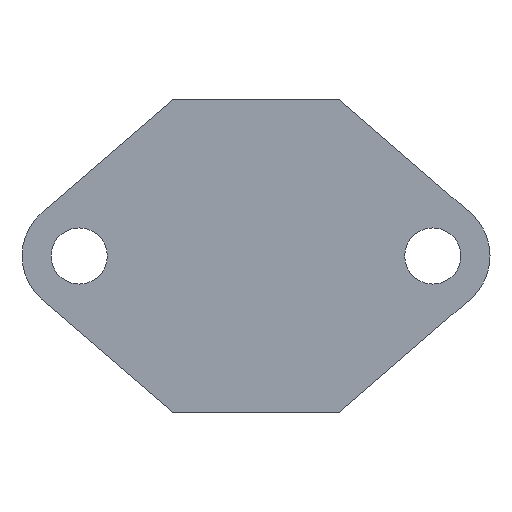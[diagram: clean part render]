
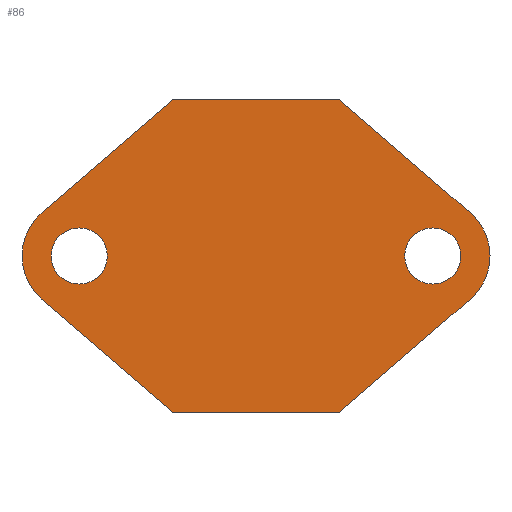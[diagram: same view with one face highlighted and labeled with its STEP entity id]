
A CAD part, front view. The second image highlights one B-rep face of the part: STEP entity #86.
In plain terms, the highlighted planar face has unit normal (0, -1, 0).
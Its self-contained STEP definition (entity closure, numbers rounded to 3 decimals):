
#86 = ADVANCED_FACE( '', ( #124, #125, #126 ), #127, .F. );
#124 = FACE_BOUND( '', #172, .T. );
#125 = FACE_OUTER_BOUND( '', #173, .T. );
#126 = FACE_BOUND( '', #174, .T. );
#127 = PLANE( '', #175 );
#172 = EDGE_LOOP( '', ( #270 ) );
#173 = EDGE_LOOP( '', ( #271, #272, #273, #274, #275, #276, #277, #278 ) );
#174 = EDGE_LOOP( '', ( #279 ) );
#175 = AXIS2_PLACEMENT_3D( '', #280, #281, #282 );
#270 = ORIENTED_EDGE( '', *, *, #360, .T. );
#271 = ORIENTED_EDGE( '', *, *, #361, .F. );
#272 = ORIENTED_EDGE( '', *, *, #342, .F. );
#273 = ORIENTED_EDGE( '', *, *, #362, .F. );
#274 = ORIENTED_EDGE( '', *, *, #363, .F. );
#275 = ORIENTED_EDGE( '', *, *, #364, .F. );
#276 = ORIENTED_EDGE( '', *, *, #353, .F. );
#277 = ORIENTED_EDGE( '', *, *, #365, .F. );
#278 = ORIENTED_EDGE( '', *, *, #366, .F. );
#279 = ORIENTED_EDGE( '', *, *, #359, .F. );
#280 = CARTESIAN_POINT( '', ( -17., -8., 15. ) );
#281 = DIRECTION( '', ( 0., 1., 0. ) );
#282 = DIRECTION( '', ( 0., 0., 1. ) );
#342 = EDGE_CURVE( '', #392, #394, #395, .T. );
#353 = EDGE_CURVE( '', #411, #413, #414, .T. );
#359 = EDGE_CURVE( '', #422, #422, #423, .T. );
#360 = EDGE_CURVE( '', #424, #424, #425, .T. );
#361 = EDGE_CURVE( '', #394, #426, #427, .T. );
#362 = EDGE_CURVE( '', #428, #392, #429, .T. );
#363 = EDGE_CURVE( '', #430, #428, #431, .T. );
#364 = EDGE_CURVE( '', #413, #430, #432, .T. );
#365 = EDGE_CURVE( '', #433, #411, #434, .T. );
#366 = EDGE_CURVE( '', #426, #433, #435, .T. );
#392 = VERTEX_POINT( '', #467 );
#394 = VERTEX_POINT( '', #470 );
#395 = LINE( '', #471, #472 );
#411 = VERTEX_POINT( '', #493 );
#413 = VERTEX_POINT( '', #496 );
#414 = LINE( '', #497, #498 );
#422 = VERTEX_POINT( '', #510 );
#423 = CIRCLE( '', #511, 2.7 );
#424 = VERTEX_POINT( '', #512 );
#425 = CIRCLE( '', #513, 2.7 );
#426 = VERTEX_POINT( '', #514 );
#427 = LINE( '', #515, #516 );
#428 = VERTEX_POINT( '', #517 );
#429 = LINE( '', #518, #519 );
#430 = VERTEX_POINT( '', #520 );
#431 = CIRCLE( '', #521, 5.5 );
#432 = LINE( '', #522, #523 );
#433 = VERTEX_POINT( '', #524 );
#434 = LINE( '', #525, #526 );
#435 = CIRCLE( '', #527, 5.5 );
#467 = CARTESIAN_POINT( '', ( 8., -8., 0. ) );
#470 = CARTESIAN_POINT( '', ( -8., -8., 0. ) );
#471 = CARTESIAN_POINT( '', ( 8., -8., 0. ) );
#472 = VECTOR( '', #558, 1000. );
#493 = CARTESIAN_POINT( '', ( -8., -8., 30. ) );
#496 = CARTESIAN_POINT( '', ( 8., -8., 30. ) );
#497 = CARTESIAN_POINT( '', ( -8., -8., 30. ) );
#498 = VECTOR( '', #577, 1000. );
#510 = CARTESIAN_POINT( '', ( 19.7, -8., 15. ) );
#511 = AXIS2_PLACEMENT_3D( '', #585, #586, #587 );
#512 = CARTESIAN_POINT( '', ( -14.3, -8., 15. ) );
#513 = AXIS2_PLACEMENT_3D( '', #588, #589, #590 );
#514 = CARTESIAN_POINT( '', ( -20.626, -8., 10.865 ) );
#515 = CARTESIAN_POINT( '', ( -20.626, -8., 10.865 ) );
#516 = VECTOR( '', #591, 1000. );
#517 = CARTESIAN_POINT( '', ( 20.587, -8., 10.831 ) );
#518 = CARTESIAN_POINT( '', ( 8., -8., 0. ) );
#519 = VECTOR( '', #592, 1000. );
#520 = CARTESIAN_POINT( '', ( 20.587, -8., 19.169 ) );
#521 = AXIS2_PLACEMENT_3D( '', #593, #594, #595 );
#522 = CARTESIAN_POINT( '', ( 8., -8., 30. ) );
#523 = VECTOR( '', #596, 1000. );
#524 = CARTESIAN_POINT( '', ( -20.548, -8., 19.203 ) );
#525 = CARTESIAN_POINT( '', ( -20.548, -8., 19.203 ) );
#526 = VECTOR( '', #597, 1000. );
#527 = AXIS2_PLACEMENT_3D( '', #598, #599, #600 );
#558 = DIRECTION( '', ( -1., 0., 0. ) );
#577 = DIRECTION( '', ( 1., 0., 0. ) );
#585 = CARTESIAN_POINT( '', ( 17., -8., 15. ) );
#586 = DIRECTION( '', ( 0., -1., 0. ) );
#587 = DIRECTION( '', ( 1., 0., 0. ) );
#588 = CARTESIAN_POINT( '', ( -17., -8., 15. ) );
#589 = DIRECTION( '', ( 0., 1., 0. ) );
#590 = DIRECTION( '', ( 1., 0., 0. ) );
#591 = DIRECTION( '', ( -0.758, 0., 0.652 ) );
#592 = DIRECTION( '', ( -0.758, 0., -0.652 ) );
#593 = CARTESIAN_POINT( '', ( 17., -8., 15. ) );
#594 = DIRECTION( '', ( 0., 1., 0. ) );
#595 = DIRECTION( '', ( -1., 0., 0. ) );
#596 = DIRECTION( '', ( 0.758, 0., -0.652 ) );
#597 = DIRECTION( '', ( 0.758, 0., 0.652 ) );
#598 = CARTESIAN_POINT( '', ( -17., -8., 15. ) );
#599 = DIRECTION( '', ( 0., 1., 0. ) );
#600 = DIRECTION( '', ( 1., 0., 0. ) );
